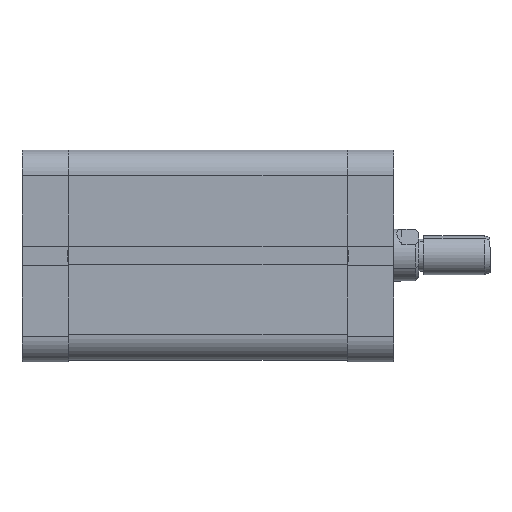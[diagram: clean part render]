
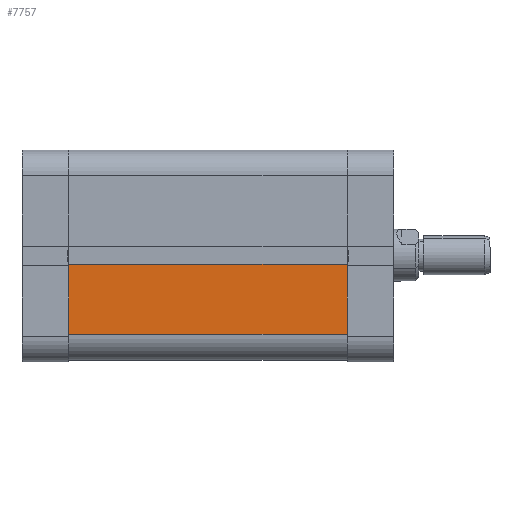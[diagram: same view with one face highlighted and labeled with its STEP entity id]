
A CAD part, front view. The second image highlights one B-rep face of the part: STEP entity #7757.
In plain terms, the highlighted planar face has unit normal (0, -1, 0).
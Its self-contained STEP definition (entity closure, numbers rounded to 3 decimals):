
#677 = ORIENTED_EDGE ( 'NONE', *, *, #13413, .F. ) ;
#1998 = VERTEX_POINT ( 'NONE', #32405 ) ;
#3600 = EDGE_CURVE ( 'NONE', #24303, #1998, #31877, .T. ) ;
#4346 = ORIENTED_EDGE ( 'NONE', *, *, #31329, .T. ) ;
#5904 = DIRECTION ( 'NONE',  ( 1., 0., 0. ) ) ;
#6915 = VECTOR ( 'NONE', #33082, 1000. ) ;
#7038 = VECTOR ( 'NONE', #5904, 1000. ) ;
#7757 = ADVANCED_FACE ( 'NONE', ( #15642 ), #33945, .F. ) ;
#8829 = LINE ( 'NONE', #35290, #6915 ) ;
#9041 = CARTESIAN_POINT ( 'NONE',  ( 86., -32.5, -24.5 ) ) ;
#10810 = CARTESIAN_POINT ( 'NONE',  ( 0., -32.5, -32.5 ) ) ;
#11189 = CARTESIAN_POINT ( 'NONE',  ( 86., -32.5, -2.8 ) ) ;
#12085 = AXIS2_PLACEMENT_3D ( 'NONE', #15255, #21401, #27378 ) ;
#13413 = EDGE_CURVE ( 'NONE', #33595, #32438, #8829, .T. ) ;
#15203 = CARTESIAN_POINT ( 'NONE',  ( 86., -32.5, -24.5 ) ) ;
#15255 = CARTESIAN_POINT ( 'NONE',  ( 86., -32.5, -32.5 ) ) ;
#15642 = FACE_OUTER_BOUND ( 'NONE', #27118, .T. ) ;
#17361 = LINE ( 'NONE', #19971, #18896 ) ;
#18896 = VECTOR ( 'NONE', #32107, 1000. ) ;
#19971 = CARTESIAN_POINT ( 'NONE',  ( 86.001, -32.5, -2.8 ) ) ;
#20757 = ORIENTED_EDGE ( 'NONE', *, *, #3600, .T. ) ;
#21401 = DIRECTION ( 'NONE',  ( 0., 1., 0. ) ) ;
#24303 = VERTEX_POINT ( 'NONE', #31136 ) ;
#27069 = ORIENTED_EDGE ( 'NONE', *, *, #36699, .T. ) ;
#27118 = EDGE_LOOP ( 'NONE', ( #4346, #20757, #27069, #677 ) ) ;
#27378 = DIRECTION ( 'NONE',  ( 0., 0., 1. ) ) ;
#29280 = DIRECTION ( 'NONE',  ( 0., 0., -1. ) ) ;
#31136 = CARTESIAN_POINT ( 'NONE',  ( 0., -32.5, -2.8 ) ) ;
#31329 = EDGE_CURVE ( 'NONE', #33595, #24303, #17361, .T. ) ;
#31877 = LINE ( 'NONE', #10810, #32930 ) ;
#32107 = DIRECTION ( 'NONE',  ( -1., 0., 0. ) ) ;
#32405 = CARTESIAN_POINT ( 'NONE',  ( 0., -32.5, -24.5 ) ) ;
#32438 = VERTEX_POINT ( 'NONE', #9041 ) ;
#32930 = VECTOR ( 'NONE', #29280, 1000. ) ;
#33082 = DIRECTION ( 'NONE',  ( 0., 0., -1. ) ) ;
#33595 = VERTEX_POINT ( 'NONE', #11189 ) ;
#33945 = PLANE ( 'NONE',  #12085 ) ;
#35290 = CARTESIAN_POINT ( 'NONE',  ( 86., -32.5, -32.5 ) ) ;
#36084 = LINE ( 'NONE', #15203, #7038 ) ;
#36699 = EDGE_CURVE ( 'NONE', #1998, #32438, #36084, .T. ) ;
